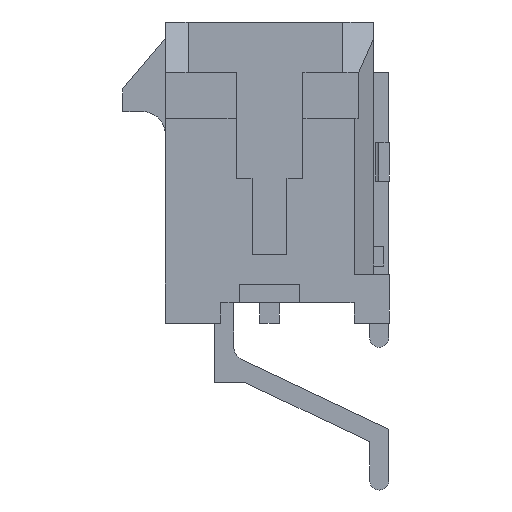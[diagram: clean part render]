
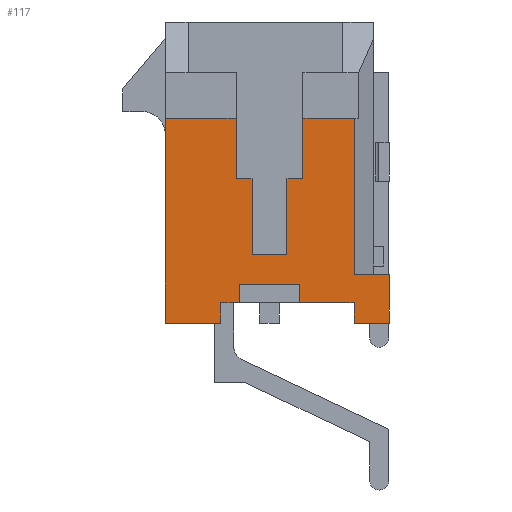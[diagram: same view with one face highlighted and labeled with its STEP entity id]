
A CAD part, left-side view. The second image highlights one B-rep face of the part: STEP entity #117.
In plain terms, the highlighted planar face has unit normal (-1, 0, 0).
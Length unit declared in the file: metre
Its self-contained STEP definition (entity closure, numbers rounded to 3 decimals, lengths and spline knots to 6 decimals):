
#117 = ADVANCED_FACE( '', ( #387 ), #388, .T. );
#387 = FACE_OUTER_BOUND( '', #794, .T. );
#388 = PLANE( '', #795 );
#794 = EDGE_LOOP( '', ( #1609, #1610, #1611, #1612, #1613, #1614, #1615, #1616, #1617, #1618, #1619, #1620, #1621, #1622, #1623, #1624, #1625, #1626, #1627, #1628, #1629, #1630 ) );
#795 = AXIS2_PLACEMENT_3D( '', #1631, #1632, #1633 );
#1609 = ORIENTED_EDGE( '', *, *, #2999, .T. );
#1610 = ORIENTED_EDGE( '', *, *, #2832, .T. );
#1611 = ORIENTED_EDGE( '', *, *, #3000, .T. );
#1612 = ORIENTED_EDGE( '', *, *, #3001, .T. );
#1613 = ORIENTED_EDGE( '', *, *, #3002, .T. );
#1614 = ORIENTED_EDGE( '', *, *, #3003, .F. );
#1615 = ORIENTED_EDGE( '', *, *, #3004, .T. );
#1616 = ORIENTED_EDGE( '', *, *, #3005, .T. );
#1617 = ORIENTED_EDGE( '', *, *, #3006, .T. );
#1618 = ORIENTED_EDGE( '', *, *, #3007, .T. );
#1619 = ORIENTED_EDGE( '', *, *, #3008, .T. );
#1620 = ORIENTED_EDGE( '', *, *, #3009, .T. );
#1621 = ORIENTED_EDGE( '', *, *, #2885, .T. );
#1622 = ORIENTED_EDGE( '', *, *, #3010, .T. );
#1623 = ORIENTED_EDGE( '', *, *, #3011, .T. );
#1624 = ORIENTED_EDGE( '', *, *, #2929, .T. );
#1625 = ORIENTED_EDGE( '', *, *, #3012, .T. );
#1626 = ORIENTED_EDGE( '', *, *, #2880, .T. );
#1627 = ORIENTED_EDGE( '', *, *, #2944, .T. );
#1628 = ORIENTED_EDGE( '', *, *, #3013, .F. );
#1629 = ORIENTED_EDGE( '', *, *, #2844, .T. );
#1630 = ORIENTED_EDGE( '', *, *, #3014, .T. );
#1631 = CARTESIAN_POINT( '', ( -0.003575, 0., 0. ) );
#1632 = DIRECTION( '', ( -1., 0., 0. ) );
#1633 = DIRECTION( '', ( 0., 0., 1. ) );
#2832 = EDGE_CURVE( '', #3513, #3514, #3515, .T. );
#2844 = EDGE_CURVE( '', #3536, #3537, #3538, .T. );
#2880 = EDGE_CURVE( '', #3604, #3602, #3605, .T. );
#2885 = EDGE_CURVE( '', #3614, #3612, #3615, .T. );
#2929 = EDGE_CURVE( '', #3693, #3691, #3694, .T. );
#2944 = EDGE_CURVE( '', #3602, #3717, #3719, .T. );
#2999 = EDGE_CURVE( '', #3810, #3513, #3811, .T. );
#3000 = EDGE_CURVE( '', #3514, #3812, #3813, .T. );
#3001 = EDGE_CURVE( '', #3812, #3814, #3815, .T. );
#3002 = EDGE_CURVE( '', #3814, #3816, #3817, .T. );
#3003 = EDGE_CURVE( '', #3818, #3816, #3819, .T. );
#3004 = EDGE_CURVE( '', #3818, #3820, #3821, .T. );
#3005 = EDGE_CURVE( '', #3820, #3822, #3823, .T. );
#3006 = EDGE_CURVE( '', #3822, #3824, #3825, .T. );
#3007 = EDGE_CURVE( '', #3824, #3826, #3827, .T. );
#3008 = EDGE_CURVE( '', #3826, #3828, #3829, .T. );
#3009 = EDGE_CURVE( '', #3828, #3614, #3830, .T. );
#3010 = EDGE_CURVE( '', #3612, #3831, #3832, .T. );
#3011 = EDGE_CURVE( '', #3831, #3693, #3833, .T. );
#3012 = EDGE_CURVE( '', #3691, #3604, #3834, .T. );
#3013 = EDGE_CURVE( '', #3536, #3717, #3835, .T. );
#3014 = EDGE_CURVE( '', #3537, #3810, #3836, .T. );
#3513 = VERTEX_POINT( '', #4499 );
#3514 = VERTEX_POINT( '', #4500 );
#3515 = LINE( '', #4501, #4502 );
#3536 = VERTEX_POINT( '', #4534 );
#3537 = VERTEX_POINT( '', #4535 );
#3538 = LINE( '', #4536, #4537 );
#3602 = VERTEX_POINT( '', #4635 );
#3604 = VERTEX_POINT( '', #4638 );
#3605 = LINE( '', #4639, #4640 );
#3612 = VERTEX_POINT( '', #4650 );
#3614 = VERTEX_POINT( '', #4653 );
#3615 = LINE( '', #4654, #4655 );
#3691 = VERTEX_POINT( '', #4772 );
#3693 = VERTEX_POINT( '', #4775 );
#3694 = LINE( '', #4776, #4777 );
#3717 = VERTEX_POINT( '', #4813 );
#3719 = LINE( '', #4816, #4817 );
#3810 = VERTEX_POINT( '', #4959 );
#3811 = LINE( '', #4960, #4961 );
#3812 = VERTEX_POINT( '', #4962 );
#3813 = LINE( '', #4963, #4964 );
#3814 = VERTEX_POINT( '', #4965 );
#3815 = LINE( '', #4966, #4967 );
#3816 = VERTEX_POINT( '', #4968 );
#3817 = LINE( '', #4969, #4970 );
#3818 = VERTEX_POINT( '', #4971 );
#3819 = LINE( '', #4972, #4973 );
#3820 = VERTEX_POINT( '', #4974 );
#3821 = LINE( '', #4975, #4976 );
#3822 = VERTEX_POINT( '', #4977 );
#3823 = LINE( '', #4978, #4979 );
#3824 = VERTEX_POINT( '', #4980 );
#3825 = LINE( '', #4981, #4982 );
#3826 = VERTEX_POINT( '', #4983 );
#3827 = LINE( '', #4984, #4985 );
#3828 = VERTEX_POINT( '', #4986 );
#3829 = LINE( '', #4987, #4988 );
#3830 = LINE( '', #4989, #4990 );
#3831 = VERTEX_POINT( '', #4991 );
#3832 = LINE( '', #4992, #4993 );
#3833 = LINE( '', #4994, #4995 );
#3834 = LINE( '', #4996, #4997 );
#3835 = LINE( '', #4998, #4999 );
#3836 = LINE( '', #5000, #5001 );
#4499 = CARTESIAN_POINT( '', ( -0.003575, -0.000575, -0.000195 ) );
#4500 = CARTESIAN_POINT( '', ( -0.003575, -0.000575, -0.002695 ) );
#4501 = CARTESIAN_POINT( '', ( -0.003575, -0.000575, -0.000195 ) );
#4502 = VECTOR( '', #5670, 1. );
#4534 = CARTESIAN_POINT( '', ( -0.003575, -0.002798, 0.001785 ) );
#4535 = CARTESIAN_POINT( '', ( -0.003575, -0.0011, 0.001785 ) );
#4536 = CARTESIAN_POINT( '', ( -0.003575, -0.002798, 0.001785 ) );
#4537 = VECTOR( '', #5682, 1. );
#4635 = CARTESIAN_POINT( '', ( -0.003575, -0.00394, -0.003355 ) );
#4638 = CARTESIAN_POINT( '', ( -0.003575, -0.00394, -0.004955 ) );
#4639 = CARTESIAN_POINT( '', ( -0.003575, -0.00394, -0.004955 ) );
#4640 = VECTOR( '', #5718, 1. );
#4650 = CARTESIAN_POINT( '', ( -0.003575, -0.001, -0.003685 ) );
#4653 = CARTESIAN_POINT( '', ( -0.003575, 0.001, -0.003685 ) );
#4654 = CARTESIAN_POINT( '', ( -0.003575, 0.001, -0.003685 ) );
#4655 = VECTOR( '', #5723, 1. );
#4772 = CARTESIAN_POINT( '', ( -0.003575, -0.00278, -0.004955 ) );
#4775 = CARTESIAN_POINT( '', ( -0.003575, -0.00278, -0.004285 ) );
#4776 = CARTESIAN_POINT( '', ( -0.003575, -0.00278, -0.004285 ) );
#4777 = VECTOR( '', #5769, 1. );
#4813 = CARTESIAN_POINT( '', ( -0.003575, -0.002798, -0.003355 ) );
#4816 = CARTESIAN_POINT( '', ( -0.003575, -0.00394, -0.003355 ) );
#4817 = VECTOR( '', #5784, 1. );
#4959 = CARTESIAN_POINT( '', ( -0.003575, -0.0011, -0.000195 ) );
#4960 = CARTESIAN_POINT( '', ( -0.003575, -0.0011, -0.000195 ) );
#4961 = VECTOR( '', #5845, 1. );
#4962 = CARTESIAN_POINT( '', ( -0.003575, 0.000575, -0.002695 ) );
#4963 = CARTESIAN_POINT( '', ( -0.003575, -0.000575, -0.002695 ) );
#4964 = VECTOR( '', #5846, 1. );
#4965 = CARTESIAN_POINT( '', ( -0.003575, 0.000575, -0.000195 ) );
#4966 = CARTESIAN_POINT( '', ( -0.003575, 0.000575, -0.002695 ) );
#4967 = VECTOR( '', #5847, 1. );
#4968 = CARTESIAN_POINT( '', ( -0.003575, 0.0011, -0.000195 ) );
#4969 = CARTESIAN_POINT( '', ( -0.003575, 0.000575, -0.000195 ) );
#4970 = VECTOR( '', #5848, 1. );
#4971 = CARTESIAN_POINT( '', ( -0.003575, 0.0011, 0.001785 ) );
#4972 = CARTESIAN_POINT( '', ( -0.003575, 0.0011, 0.001785 ) );
#4973 = VECTOR( '', #5849, 1. );
#4974 = CARTESIAN_POINT( '', ( -0.003575, 0.00343, 0.001785 ) );
#4975 = CARTESIAN_POINT( '', ( -0.003575, 0.0011, 0.001785 ) );
#4976 = VECTOR( '', #5850, 1. );
#4977 = CARTESIAN_POINT( '', ( -0.003575, 0.00343, -0.004955 ) );
#4978 = CARTESIAN_POINT( '', ( -0.003575, 0.00343, 0.001785 ) );
#4979 = VECTOR( '', #5851, 1. );
#4980 = CARTESIAN_POINT( '', ( -0.003575, 0.0016, -0.004955 ) );
#4981 = CARTESIAN_POINT( '', ( -0.003575, 0.00343, -0.004955 ) );
#4982 = VECTOR( '', #5852, 1. );
#4983 = CARTESIAN_POINT( '', ( -0.003575, 0.0016, -0.004285 ) );
#4984 = CARTESIAN_POINT( '', ( -0.003575, 0.0016, -0.004955 ) );
#4985 = VECTOR( '', #5853, 1. );
#4986 = CARTESIAN_POINT( '', ( -0.003575, 0.001, -0.004285 ) );
#4987 = CARTESIAN_POINT( '', ( -0.003575, 0.0016, -0.004285 ) );
#4988 = VECTOR( '', #5854, 1. );
#4989 = CARTESIAN_POINT( '', ( -0.003575, 0.001, -0.004285 ) );
#4990 = VECTOR( '', #5855, 1. );
#4991 = CARTESIAN_POINT( '', ( -0.003575, -0.001, -0.004285 ) );
#4992 = CARTESIAN_POINT( '', ( -0.003575, -0.001, -0.003685 ) );
#4993 = VECTOR( '', #5856, 1. );
#4994 = CARTESIAN_POINT( '', ( -0.003575, -0.001, -0.004285 ) );
#4995 = VECTOR( '', #5857, 1. );
#4996 = CARTESIAN_POINT( '', ( -0.003575, -0.00278, -0.004955 ) );
#4997 = VECTOR( '', #5858, 1. );
#4998 = CARTESIAN_POINT( '', ( -0.003575, -0.002798, 0.001785 ) );
#4999 = VECTOR( '', #5859, 1. );
#5000 = CARTESIAN_POINT( '', ( -0.003575, -0.0011, 0.001785 ) );
#5001 = VECTOR( '', #5860, 1. );
#5670 = DIRECTION( '', ( 0., 0., -1. ) );
#5682 = DIRECTION( '', ( 0., 1., 0. ) );
#5718 = DIRECTION( '', ( 0., 0., 1. ) );
#5723 = DIRECTION( '', ( 0., -1., 0. ) );
#5769 = DIRECTION( '', ( 0., 0., -1. ) );
#5784 = DIRECTION( '', ( 0., 1., 0. ) );
#5845 = DIRECTION( '', ( 0., 1., 0. ) );
#5846 = DIRECTION( '', ( 0., 1., 0. ) );
#5847 = DIRECTION( '', ( 0., 0., 1. ) );
#5848 = DIRECTION( '', ( 0., 1., 0. ) );
#5849 = DIRECTION( '', ( 0., 0., -1. ) );
#5850 = DIRECTION( '', ( 0., 1., 0. ) );
#5851 = DIRECTION( '', ( 0., 0., -1. ) );
#5852 = DIRECTION( '', ( 0., -1., 0. ) );
#5853 = DIRECTION( '', ( 0., 0., 1. ) );
#5854 = DIRECTION( '', ( 0., -1., 0. ) );
#5855 = DIRECTION( '', ( 0., 0., 1. ) );
#5856 = DIRECTION( '', ( 0., 0., -1. ) );
#5857 = DIRECTION( '', ( 0., -1., 0. ) );
#5858 = DIRECTION( '', ( 0., -1., 0. ) );
#5859 = DIRECTION( '', ( 0., 0., -1. ) );
#5860 = DIRECTION( '', ( 0., 0., -1. ) );
